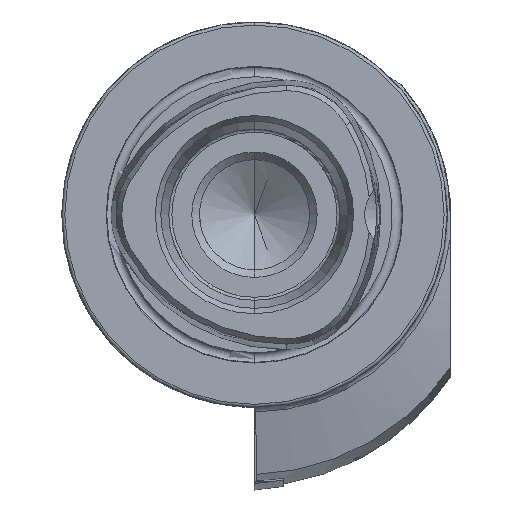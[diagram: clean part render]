
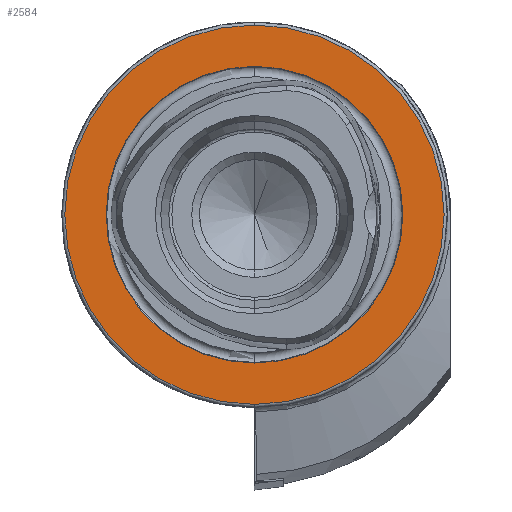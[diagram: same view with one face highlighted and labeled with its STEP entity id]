
A CAD part, left-side view. The second image highlights one B-rep face of the part: STEP entity #2584.
In plain terms, the highlighted planar face has unit normal (-1, 0, 0).
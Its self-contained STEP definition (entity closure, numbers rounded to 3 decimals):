
#279 = CIRCLE ( 'NONE', #3868, 24.25 ) ;
#291 = CIRCLE ( 'NONE', #3871, 31. ) ;
#395 = CARTESIAN_POINT ( 'NONE',  ( 0., 24.25, 0. ) ) ;
#398 = PLANE ( 'NONE',  #8957 ) ;
#400 = DIRECTION ( 'NONE',  ( 1., 0., 0. ) ) ;
#401 = DIRECTION ( 'NONE',  ( 0., 0., -1. ) ) ;
#1100 = EDGE_CURVE ( 'NONE', #1175, #1174, #5588, .T. ) ;
#1101 = EDGE_CURVE ( 'NONE', #1172, #1170, #5591, .T. ) ;
#1170 = VERTEX_POINT ( 'NONE', #1371 ) ;
#1172 = VERTEX_POINT ( 'NONE', #1373 ) ;
#1174 = VERTEX_POINT ( 'NONE', #1375 ) ;
#1175 = VERTEX_POINT ( 'NONE', #1376 ) ;
#1279 = CARTESIAN_POINT ( 'NONE',  ( 0., 0., 0. ) ) ;
#1280 = DIRECTION ( 'NONE',  ( -1., 0., 0. ) ) ;
#1281 = DIRECTION ( 'NONE',  ( 0., 0., 1. ) ) ;
#1282 = CARTESIAN_POINT ( 'NONE',  ( 0., 0., 0. ) ) ;
#1283 = DIRECTION ( 'NONE',  ( -1., 0., 0. ) ) ;
#1284 = DIRECTION ( 'NONE',  ( 0., 0., 1. ) ) ;
#1371 = CARTESIAN_POINT ( 'NONE',  ( 0., 0., -24.25 ) ) ;
#1373 = CARTESIAN_POINT ( 'NONE',  ( 0., 0., 24.25 ) ) ;
#1375 = CARTESIAN_POINT ( 'NONE',  ( 0., 0., 31. ) ) ;
#1376 = CARTESIAN_POINT ( 'NONE',  ( 0., 0., -31. ) ) ;
#2584 = ADVANCED_FACE ( 'NONE', ( #3204, #3203 ), #398, .F. ) ;
#3203 = FACE_OUTER_BOUND ( 'NONE', #3415, .T. ) ;
#3204 = FACE_BOUND ( 'NONE', #3416, .T. ) ;
#3415 = EDGE_LOOP ( 'NONE', ( #5031, #5032 ) ) ;
#3416 = EDGE_LOOP ( 'NONE', ( #5029, #5030 ) ) ;
#3868 = AXIS2_PLACEMENT_3D ( 'NONE', #4854, #4855, #4856 ) ;
#3871 = AXIS2_PLACEMENT_3D ( 'NONE', #4864, #4865, #4866 ) ;
#4364 = EDGE_CURVE ( 'NONE', #1170, #1172, #279, .T. ) ;
#4368 = EDGE_CURVE ( 'NONE', #1174, #1175, #291, .T. ) ;
#4434 = AXIS2_PLACEMENT_3D ( 'NONE', #1279, #1280, #1281 ) ;
#4435 = AXIS2_PLACEMENT_3D ( 'NONE', #1282, #1283, #1284 ) ;
#4854 = CARTESIAN_POINT ( 'NONE',  ( 0., 0., 0. ) ) ;
#4855 = DIRECTION ( 'NONE',  ( -1., 0., 0. ) ) ;
#4856 = DIRECTION ( 'NONE',  ( 0., 0., 1. ) ) ;
#4864 = CARTESIAN_POINT ( 'NONE',  ( 0., 0., 0. ) ) ;
#4865 = DIRECTION ( 'NONE',  ( -1., 0., 0. ) ) ;
#4866 = DIRECTION ( 'NONE',  ( 0., 0., 1. ) ) ;
#5029 = ORIENTED_EDGE ( 'NONE', *, *, #1101, .F. ) ;
#5030 = ORIENTED_EDGE ( 'NONE', *, *, #4364, .F. ) ;
#5031 = ORIENTED_EDGE ( 'NONE', *, *, #4368, .T. ) ;
#5032 = ORIENTED_EDGE ( 'NONE', *, *, #1100, .T. ) ;
#5588 = CIRCLE ( 'NONE', #4434, 31. ) ;
#5591 = CIRCLE ( 'NONE', #4435, 24.25 ) ;
#8957 = AXIS2_PLACEMENT_3D ( 'NONE', #395, #400, #401 ) ;
